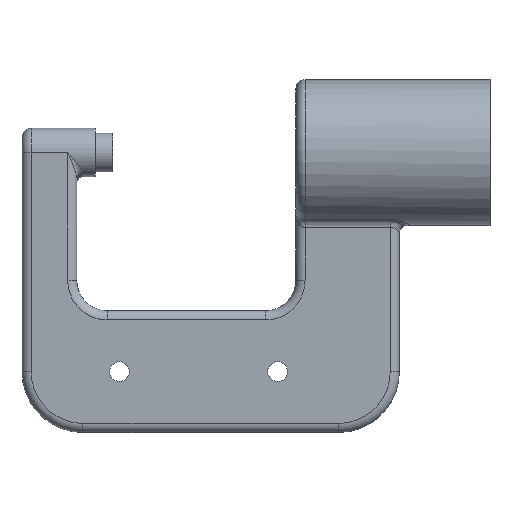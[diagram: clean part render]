
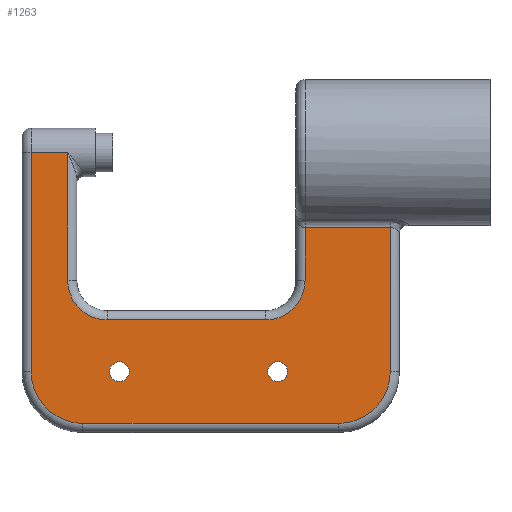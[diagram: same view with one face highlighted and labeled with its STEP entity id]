
A CAD part, front view. The second image highlights one B-rep face of the part: STEP entity #1263.
In plain terms, the highlighted planar face has unit normal (0, -1, 0).
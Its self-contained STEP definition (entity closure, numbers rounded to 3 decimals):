
#94=LINE('',#1782,#132);
#95=LINE('',#1785,#133);
#96=LINE('',#1787,#134);
#97=LINE('',#1791,#135);
#98=LINE('',#1795,#136);
#99=LINE('',#1797,#137);
#100=LINE('',#1799,#138);
#101=LINE('',#1803,#139);
#132=VECTOR('',#1485,1000.);
#133=VECTOR('',#1486,1000.);
#134=VECTOR('',#1487,1000.);
#135=VECTOR('',#1490,1000.);
#136=VECTOR('',#1493,1000.);
#137=VECTOR('',#1494,1000.);
#138=VECTOR('',#1495,1000.);
#139=VECTOR('',#1498,1000.);
#173=ORIENTED_EDGE('',*,*,#413,.F.);
#174=ORIENTED_EDGE('',*,*,#414,.F.);
#175=ORIENTED_EDGE('',*,*,#415,.T.);
#176=ORIENTED_EDGE('',*,*,#416,.T.);
#177=ORIENTED_EDGE('',*,*,#417,.T.);
#178=ORIENTED_EDGE('',*,*,#418,.T.);
#179=ORIENTED_EDGE('',*,*,#419,.T.);
#180=ORIENTED_EDGE('',*,*,#420,.T.);
#181=ORIENTED_EDGE('',*,*,#421,.T.);
#182=ORIENTED_EDGE('',*,*,#422,.T.);
#183=ORIENTED_EDGE('',*,*,#423,.T.);
#184=ORIENTED_EDGE('',*,*,#424,.T.);
#185=ORIENTED_EDGE('',*,*,#425,.T.);
#186=ORIENTED_EDGE('',*,*,#426,.T.);
#413=EDGE_CURVE('',#533,#533,#606,.F.);
#414=EDGE_CURVE('',#534,#534,#607,.F.);
#415=EDGE_CURVE('',#535,#536,#94,.F.);
#416=EDGE_CURVE('',#536,#537,#95,.T.);
#417=EDGE_CURVE('',#537,#538,#96,.F.);
#418=EDGE_CURVE('',#538,#539,#608,.T.);
#419=EDGE_CURVE('',#539,#540,#97,.F.);
#420=EDGE_CURVE('',#540,#541,#609,.T.);
#421=EDGE_CURVE('',#541,#542,#98,.F.);
#422=EDGE_CURVE('',#542,#543,#99,.F.);
#423=EDGE_CURVE('',#543,#544,#100,.F.);
#424=EDGE_CURVE('',#544,#545,#610,.F.);
#425=EDGE_CURVE('',#545,#546,#101,.F.);
#426=EDGE_CURVE('',#546,#535,#611,.F.);
#533=VERTEX_POINT('',#1779);
#534=VERTEX_POINT('',#1781);
#535=VERTEX_POINT('',#1783);
#536=VERTEX_POINT('',#1784);
#537=VERTEX_POINT('',#1786);
#538=VERTEX_POINT('',#1788);
#539=VERTEX_POINT('',#1790);
#540=VERTEX_POINT('',#1792);
#541=VERTEX_POINT('',#1794);
#542=VERTEX_POINT('',#1796);
#543=VERTEX_POINT('',#1798);
#544=VERTEX_POINT('',#1800);
#545=VERTEX_POINT('',#1802);
#546=VERTEX_POINT('',#1804);
#606=CIRCLE('',#1341,1.621);
#607=CIRCLE('',#1342,1.621);
#608=CIRCLE('',#1343,6.5);
#609=CIRCLE('',#1344,6.5);
#610=CIRCLE('',#1345,8.5);
#611=CIRCLE('',#1346,8.5);
#676=EDGE_LOOP('',(#173));
#677=EDGE_LOOP('',(#174));
#678=EDGE_LOOP('',(#175,#176,#177,#178,#179,#180,#181,#182,#183,#184,#185,
#186));
#762=FACE_BOUND('',#676,.T.);
#763=FACE_BOUND('',#677,.T.);
#764=FACE_BOUND('',#678,.T.);
#847=PLANE('',#1340);
#1263=ADVANCED_FACE('',(#762,#763,#764),#847,.F.);
#1340=AXIS2_PLACEMENT_3D('',#1777,#1479,#1480);
#1341=AXIS2_PLACEMENT_3D('',#1778,#1481,#1482);
#1342=AXIS2_PLACEMENT_3D('',#1780,#1483,#1484);
#1343=AXIS2_PLACEMENT_3D('',#1789,#1488,#1489);
#1344=AXIS2_PLACEMENT_3D('',#1793,#1491,#1492);
#1345=AXIS2_PLACEMENT_3D('',#1801,#1496,#1497);
#1346=AXIS2_PLACEMENT_3D('',#1805,#1499,#1500);
#1479=DIRECTION('',(0.,1.,0.));
#1480=DIRECTION('',(0.,0.,1.));
#1481=DIRECTION('',(0.,1.,0.));
#1482=DIRECTION('',(0.,0.,1.));
#1483=DIRECTION('',(0.,1.,0.));
#1484=DIRECTION('',(0.,0.,1.));
#1485=DIRECTION('',(0.,0.,-1.));
#1486=DIRECTION('',(-1.,0.,0.));
#1487=DIRECTION('',(0.,0.,1.));
#1488=DIRECTION('',(0.,1.,0.));
#1489=DIRECTION('',(0.,0.,1.));
#1490=DIRECTION('',(1.,0.,0.));
#1491=DIRECTION('',(0.,1.,0.));
#1492=DIRECTION('',(0.,0.,1.));
#1493=DIRECTION('',(0.,0.,-1.));
#1494=DIRECTION('',(1.,0.,0.));
#1495=DIRECTION('',(0.,0.,1.));
#1496=DIRECTION('',(0.,1.,0.));
#1497=DIRECTION('',(0.,0.,1.));
#1498=DIRECTION('',(-1.,0.,0.));
#1499=DIRECTION('',(0.,1.,0.));
#1500=DIRECTION('',(0.,0.,1.));
#1777=CARTESIAN_POINT('',(-14.883,-4.,-45.173));
#1778=CARTESIAN_POINT('',(-34.883,-4.,-35.173));
#1779=CARTESIAN_POINT('',(-34.883,-4.,-33.552));
#1780=CARTESIAN_POINT('',(-60.883,-4.,-35.173));
#1781=CARTESIAN_POINT('',(-60.883,-4.,-33.552));
#1782=CARTESIAN_POINT('',(-16.383,-4.,-1.314));
#1783=CARTESIAN_POINT('',(-16.383,-4.,-35.173));
#1784=CARTESIAN_POINT('',(-16.383,-4.,-11.502));
#1785=CARTESIAN_POINT('',(-31.738,-4.,-11.502));
#1786=CARTESIAN_POINT('',(-30.383,-4.,-11.502));
#1787=CARTESIAN_POINT('',(-30.383,-4.,-45.173));
#1788=CARTESIAN_POINT('',(-30.383,-4.,-20.173));
#1789=CARTESIAN_POINT('',(-36.883,-4.,-20.173));
#1790=CARTESIAN_POINT('',(-36.883,-4.,-26.673));
#1791=CARTESIAN_POINT('',(-14.883,-4.,-26.673));
#1792=CARTESIAN_POINT('',(-62.883,-4.,-26.673));
#1793=CARTESIAN_POINT('',(-62.883,-4.,-20.173));
#1794=CARTESIAN_POINT('',(-69.383,-4.,-20.173));
#1795=CARTESIAN_POINT('',(-69.383,-4.,-45.173));
#1796=CARTESIAN_POINT('',(-69.383,-4.,0.827));
#1797=CARTESIAN_POINT('',(-73.618,-4.,0.827));
#1798=CARTESIAN_POINT('',(-75.383,-4.,0.827));
#1799=CARTESIAN_POINT('',(-75.383,-4.,-35.173));
#1800=CARTESIAN_POINT('',(-75.383,-4.,-35.173));
#1801=CARTESIAN_POINT('',(-66.883,-4.,-35.173));
#1802=CARTESIAN_POINT('',(-66.883,-4.,-43.673));
#1803=CARTESIAN_POINT('',(-24.883,-4.,-43.673));
#1804=CARTESIAN_POINT('',(-24.883,-4.,-43.673));
#1805=CARTESIAN_POINT('',(-24.883,-4.,-35.173));
